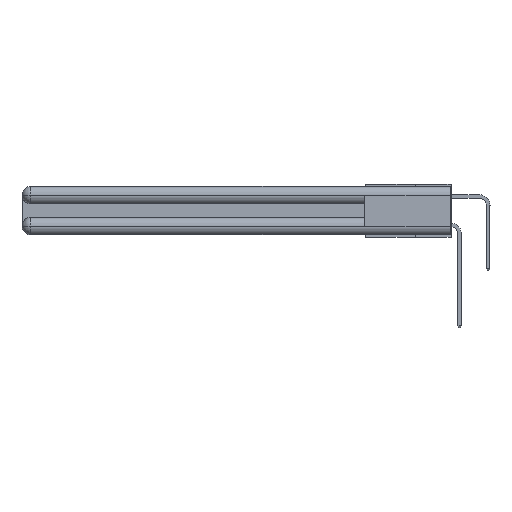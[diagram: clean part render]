
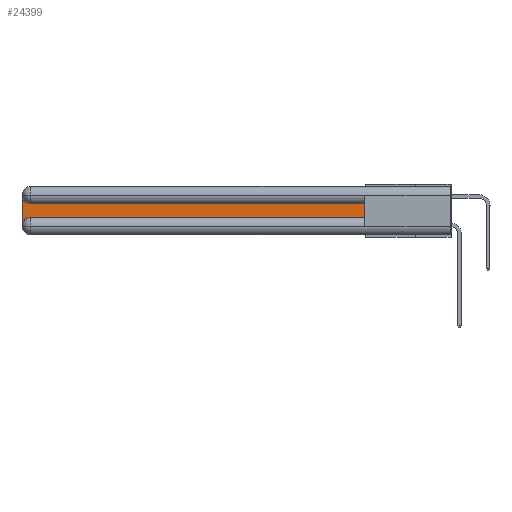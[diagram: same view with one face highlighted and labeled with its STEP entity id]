
A CAD part, left-side view. The second image highlights one B-rep face of the part: STEP entity #24399.
In plain terms, the highlighted planar face has unit normal (-1, 0, 0).
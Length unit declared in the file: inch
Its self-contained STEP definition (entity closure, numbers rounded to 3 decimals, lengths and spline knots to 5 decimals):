
#63 = CARTESIAN_POINT ( 'NONE',  ( 0.075, 0.6, -0.2175 ) ) ;
#165 = DIRECTION ( 'NONE',  ( 0., -1., 0. ) ) ;
#168 = DIRECTION ( 'NONE',  ( 1., 0., 0. ) ) ;
#172 = ORIENTED_EDGE ( 'NONE', *, *, #16035, .T. ) ;
#309 = CARTESIAN_POINT ( 'NONE',  ( 0.075, 2.94, -0.1225 ) ) ;
#1263 = AXIS2_PLACEMENT_3D ( 'NONE', #27944, #21302, #19451 ) ;
#1940 = CARTESIAN_POINT ( 'NONE',  ( 0.075, 3., -0.0625 ) ) ;
#1964 = VECTOR ( 'NONE', #165, 39.37008 ) ;
#2839 = CARTESIAN_POINT ( 'NONE',  ( 0.075, 0.6, -0.2175 ) ) ;
#3819 = VECTOR ( 'NONE', #27146, 39.37008 ) ;
#4186 = VECTOR ( 'NONE', #14636, 39.37008 ) ;
#5425 = CARTESIAN_POINT ( 'NONE',  ( 0.075, 3., -0.2175 ) ) ;
#5628 = ORIENTED_EDGE ( 'NONE', *, *, #10916, .T. ) ;
#6121 = DIRECTION ( 'NONE',  ( 1., 0., 0. ) ) ;
#6669 = AXIS2_PLACEMENT_3D ( 'NONE', #25726, #6121, #8346 ) ;
#8346 = DIRECTION ( 'NONE',  ( 0., 0., -1. ) ) ;
#8420 = PLANE ( 'NONE',  #1263 ) ;
#8968 = VECTOR ( 'NONE', #22181, 39.37008 ) ;
#9020 = LINE ( 'NONE', #5425, #4186 ) ;
#9582 = LINE ( 'NONE', #63, #1964 ) ;
#10054 = CARTESIAN_POINT ( 'NONE',  ( 0.075, 3., -0.2775 ) ) ;
#10700 = EDGE_LOOP ( 'NONE', ( #13862, #12420, #5628, #172, #24487, #12731 ) ) ;
#10916 = EDGE_CURVE ( 'NONE', #19997, #16251, #9020, .T. ) ;
#11976 = CARTESIAN_POINT ( 'NONE',  ( 0.075, 2.94, -0.2175 ) ) ;
#12420 = ORIENTED_EDGE ( 'NONE', *, *, #23099, .T. ) ;
#12731 = ORIENTED_EDGE ( 'NONE', *, *, #13753, .T. ) ;
#13753 = EDGE_CURVE ( 'NONE', #14109, #14764, #27373, .T. ) ;
#13758 = VERTEX_POINT ( 'NONE', #309 ) ;
#13862 = ORIENTED_EDGE ( 'NONE', *, *, #18087, .T. ) ;
#14109 = VERTEX_POINT ( 'NONE', #2839 ) ;
#14180 = CIRCLE ( 'NONE', #17894, 0.06 ) ;
#14636 = DIRECTION ( 'NONE',  ( 0., 0., -1. ) ) ;
#14764 = VERTEX_POINT ( 'NONE', #16879 ) ;
#16035 = EDGE_CURVE ( 'NONE', #16251, #21067, #19132, .T. ) ;
#16251 = VERTEX_POINT ( 'NONE', #10054 ) ;
#16282 = LINE ( 'NONE', #22556, #8968 ) ;
#16879 = CARTESIAN_POINT ( 'NONE',  ( 0.075, 0.6, -0.1225 ) ) ;
#17894 = AXIS2_PLACEMENT_3D ( 'NONE', #26719, #168, #24482 ) ;
#18087 = EDGE_CURVE ( 'NONE', #14764, #13758, #16282, .T. ) ;
#19132 = CIRCLE ( 'NONE', #6669, 0.06 ) ;
#19451 = DIRECTION ( 'NONE',  ( 0., 0., -1. ) ) ;
#19485 = EDGE_CURVE ( 'NONE', #21067, #14109, #9582, .T. ) ;
#19997 = VERTEX_POINT ( 'NONE', #1940 ) ;
#21067 = VERTEX_POINT ( 'NONE', #11976 ) ;
#21302 = DIRECTION ( 'NONE',  ( 1., 0., 0. ) ) ;
#22181 = DIRECTION ( 'NONE',  ( 0., 1., 0. ) ) ;
#22556 = CARTESIAN_POINT ( 'NONE',  ( 0.075, 0.6, -0.1225 ) ) ;
#23099 = EDGE_CURVE ( 'NONE', #13758, #19997, #14180, .T. ) ;
#24399 = ADVANCED_FACE ( 'NONE', ( #28591 ), #8420, .F. ) ;
#24482 = DIRECTION ( 'NONE',  ( 0., 0., -1. ) ) ;
#24487 = ORIENTED_EDGE ( 'NONE', *, *, #19485, .T. ) ;
#24527 = CARTESIAN_POINT ( 'NONE',  ( 0.075, 0.6, -0.2175 ) ) ;
#25726 = CARTESIAN_POINT ( 'NONE',  ( 0.075, 2.94, -0.2775 ) ) ;
#26719 = CARTESIAN_POINT ( 'NONE',  ( 0.075, 2.94, -0.0625 ) ) ;
#27146 = DIRECTION ( 'NONE',  ( 0., 0., 1. ) ) ;
#27373 = LINE ( 'NONE', #24527, #3819 ) ;
#27944 = CARTESIAN_POINT ( 'NONE',  ( 0.075, 3., -0.1225 ) ) ;
#28591 = FACE_OUTER_BOUND ( 'NONE', #10700, .T. ) ;
